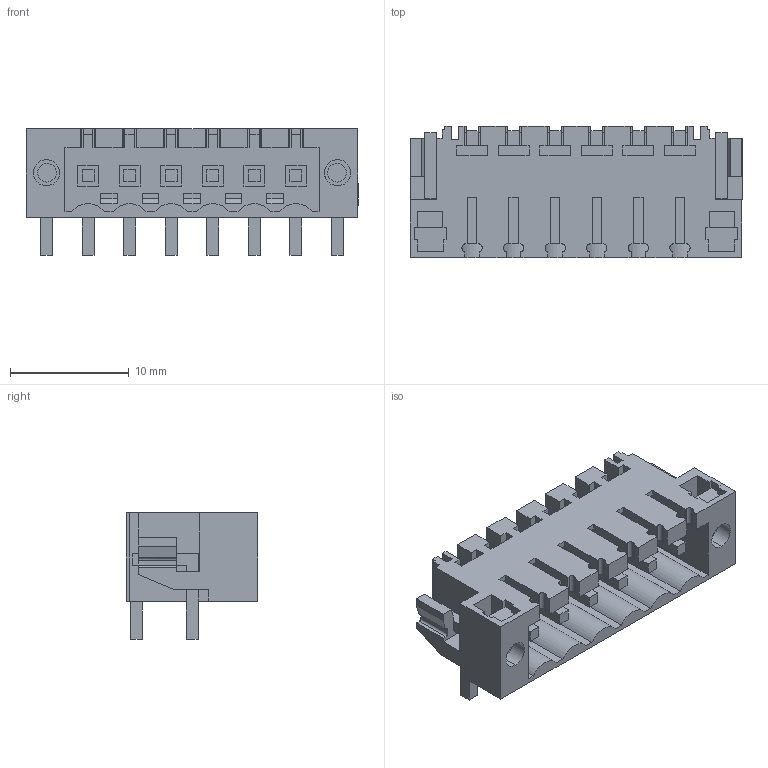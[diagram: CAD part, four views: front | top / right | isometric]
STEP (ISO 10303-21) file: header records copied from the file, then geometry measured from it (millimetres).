
FILE_DESCRIPTION(('CATIA V5 STEP Exchange','CAx-IF Rec.Pracs.--- Model Styling and Organization---1.2---2011-12-15'),'2;1');
FILE_NAME ('D1457206_0_1841900000_1841900000.stp','2018-03-14T12:54:54+00:00',('none'),('Weidmueller'),'CATIA Version 5-6 Release 2014','CATIA V5 STEP AP214','none');
FILE_SCHEMA(('AUTOMOTIVE_DESIGN { 1 0 10303 214 1 1 1 1 }'));
Length unit declared in the file: millimetre
Products named in the file (1): 1841900000
Bounding box: 27.95 x 11.05 x 10.65 mm (x, y, z)
Volume: 1054.8 mm3; surface area: 2751.8 mm2
Topology: 9 solids, 9 shells, 530 faces, 1581 edges, 1082 vertices
Faces by surface type: plane 488, cylinder 42
Entity records: 17298 total; most frequent: ORIENTED_EDGE 3162, CARTESIAN_POINT 3066, DIRECTION 2322, EDGE_CURVE 1581, VECTOR 1497, LINE 1497, VERTEX_POINT 1082, EDGE_LOOP 563
